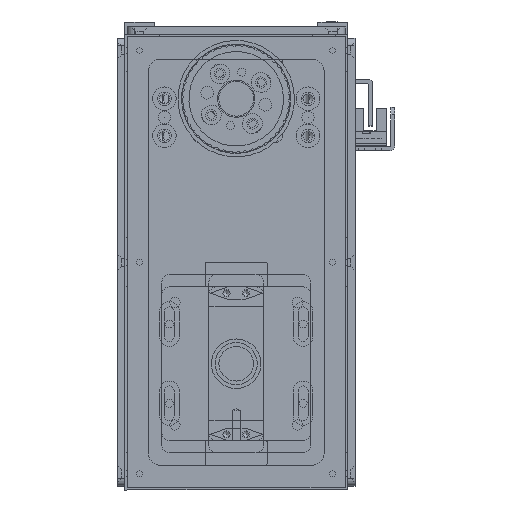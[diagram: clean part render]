
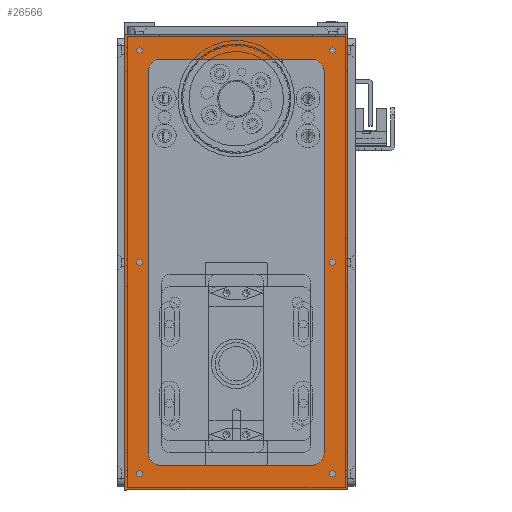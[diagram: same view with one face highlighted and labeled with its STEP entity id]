
A CAD part, left-side view. The second image highlights one B-rep face of the part: STEP entity #26566.
In plain terms, the highlighted face is planar.
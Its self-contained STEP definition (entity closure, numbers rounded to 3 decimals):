
#1083=FACE_BOUND('',#4678,.T.);
#1084=FACE_BOUND('',#4679,.T.);
#1085=FACE_BOUND('',#4680,.T.);
#1086=FACE_BOUND('',#4681,.T.);
#1087=FACE_BOUND('',#4682,.T.);
#1088=FACE_BOUND('',#4683,.T.);
#1089=FACE_BOUND('',#4684,.T.);
#1677=PLANE('',#29496);
#2828=FACE_OUTER_BOUND('',#4677,.T.);
#4677=EDGE_LOOP('',(#22770,#22771,#22772,#22773));
#4678=EDGE_LOOP('',(#22774));
#4679=EDGE_LOOP('',(#22775));
#4680=EDGE_LOOP('',(#22776));
#4681=EDGE_LOOP('',(#22777));
#4682=EDGE_LOOP('',(#22778));
#4683=EDGE_LOOP('',(#22779));
#4684=EDGE_LOOP('',(#22780,#22781,#22782,#22783,#22784,#22785,#22786,#22787));
#6704=LINE('',#44912,#8783);
#6710=LINE('',#44927,#8789);
#6714=LINE('',#44939,#8793);
#6717=LINE('',#44948,#8796);
#6794=LINE('',#45217,#8873);
#6798=LINE('',#45225,#8877);
#6801=LINE('',#45231,#8880);
#6804=LINE('',#45236,#8883);
#8783=VECTOR('',#36101,10.);
#8789=VECTOR('',#36115,10.);
#8793=VECTOR('',#36127,10.);
#8796=VECTOR('',#36138,10.);
#8873=VECTOR('',#36419,10.);
#8877=VECTOR('',#36425,10.);
#8880=VECTOR('',#36430,10.);
#8883=VECTOR('',#36435,10.);
#10289=CIRCLE('',#29375,5.);
#10291=CIRCLE('',#29379,5.);
#10293=CIRCLE('',#29383,5.);
#10295=CIRCLE('',#29387,5.);
#10309=CIRCLE('',#29409,1.23);
#10311=CIRCLE('',#29412,1.23);
#10313=CIRCLE('',#29415,1.23);
#10315=CIRCLE('',#29418,1.23);
#10317=CIRCLE('',#29421,1.23);
#10319=CIRCLE('',#29424,1.23);
#12663=VERTEX_POINT('',#44902);
#12664=VERTEX_POINT('',#44903);
#12667=VERTEX_POINT('',#44911);
#12669=VERTEX_POINT('',#44917);
#12670=VERTEX_POINT('',#44918);
#12673=VERTEX_POINT('',#44929);
#12674=VERTEX_POINT('',#44930);
#12677=VERTEX_POINT('',#44941);
#12691=VERTEX_POINT('',#44986);
#12693=VERTEX_POINT('',#44992);
#12695=VERTEX_POINT('',#44998);
#12697=VERTEX_POINT('',#45004);
#12699=VERTEX_POINT('',#45010);
#12701=VERTEX_POINT('',#45016);
#12767=VERTEX_POINT('',#45215);
#12768=VERTEX_POINT('',#45216);
#12771=VERTEX_POINT('',#45224);
#12773=VERTEX_POINT('',#45230);
#16050=EDGE_CURVE('',#12663,#12664,#10289,.T.);
#16054=EDGE_CURVE('',#12667,#12664,#6704,.T.);
#16057=EDGE_CURVE('',#12669,#12670,#10291,.T.);
#16062=EDGE_CURVE('',#12663,#12670,#6710,.T.);
#16063=EDGE_CURVE('',#12673,#12674,#10293,.T.);
#16068=EDGE_CURVE('',#12669,#12674,#6714,.T.);
#16069=EDGE_CURVE('',#12667,#12677,#10295,.T.);
#16073=EDGE_CURVE('',#12673,#12677,#6717,.T.);
#16092=EDGE_CURVE('',#12691,#12691,#10309,.T.);
#16095=EDGE_CURVE('',#12693,#12693,#10311,.T.);
#16098=EDGE_CURVE('',#12695,#12695,#10313,.T.);
#16101=EDGE_CURVE('',#12697,#12697,#10315,.T.);
#16104=EDGE_CURVE('',#12699,#12699,#10317,.T.);
#16107=EDGE_CURVE('',#12701,#12701,#10319,.T.);
#16206=EDGE_CURVE('',#12767,#12768,#6794,.T.);
#16210=EDGE_CURVE('',#12771,#12767,#6798,.T.);
#16213=EDGE_CURVE('',#12773,#12771,#6801,.T.);
#16216=EDGE_CURVE('',#12768,#12773,#6804,.T.);
#22770=ORIENTED_EDGE('',*,*,#16216,.F.);
#22771=ORIENTED_EDGE('',*,*,#16206,.F.);
#22772=ORIENTED_EDGE('',*,*,#16210,.F.);
#22773=ORIENTED_EDGE('',*,*,#16213,.F.);
#22774=ORIENTED_EDGE('',*,*,#16092,.T.);
#22775=ORIENTED_EDGE('',*,*,#16095,.T.);
#22776=ORIENTED_EDGE('',*,*,#16098,.T.);
#22777=ORIENTED_EDGE('',*,*,#16101,.T.);
#22778=ORIENTED_EDGE('',*,*,#16104,.T.);
#22779=ORIENTED_EDGE('',*,*,#16107,.T.);
#22780=ORIENTED_EDGE('',*,*,#16054,.T.);
#22781=ORIENTED_EDGE('',*,*,#16050,.F.);
#22782=ORIENTED_EDGE('',*,*,#16062,.T.);
#22783=ORIENTED_EDGE('',*,*,#16057,.F.);
#22784=ORIENTED_EDGE('',*,*,#16068,.T.);
#22785=ORIENTED_EDGE('',*,*,#16063,.F.);
#22786=ORIENTED_EDGE('',*,*,#16073,.T.);
#22787=ORIENTED_EDGE('',*,*,#16069,.F.);
#26566=ADVANCED_FACE('',(#2828,#1083,#1084,#1085,#1086,#1087,#1088,#1089),
#1677,.T.);
#29375=AXIS2_PLACEMENT_3D('',#44904,#36093,#36094);
#29379=AXIS2_PLACEMENT_3D('',#44919,#36106,#36107);
#29383=AXIS2_PLACEMENT_3D('',#44931,#36118,#36119);
#29387=AXIS2_PLACEMENT_3D('',#44942,#36130,#36131);
#29409=AXIS2_PLACEMENT_3D('',#44987,#36183,#36184);
#29412=AXIS2_PLACEMENT_3D('',#44993,#36190,#36191);
#29415=AXIS2_PLACEMENT_3D('',#44999,#36197,#36198);
#29418=AXIS2_PLACEMENT_3D('',#45005,#36204,#36205);
#29421=AXIS2_PLACEMENT_3D('',#45011,#36211,#36212);
#29424=AXIS2_PLACEMENT_3D('',#45017,#36218,#36219);
#29496=AXIS2_PLACEMENT_3D('',#45239,#36439,#36440);
#36093=DIRECTION('center_axis',(0.,0.,1.));
#36094=DIRECTION('ref_axis',(0.707,0.707,0.));
#36101=DIRECTION('',(1.,0.,0.));
#36106=DIRECTION('center_axis',(0.,0.,1.));
#36107=DIRECTION('ref_axis',(0.707,-0.707,0.));
#36115=DIRECTION('',(0.,-1.,0.));
#36118=DIRECTION('center_axis',(0.,0.,1.));
#36119=DIRECTION('ref_axis',(-0.707,-0.707,0.));
#36127=DIRECTION('',(-1.,0.,0.));
#36130=DIRECTION('center_axis',(0.,0.,1.));
#36131=DIRECTION('ref_axis',(-0.707,0.707,0.));
#36138=DIRECTION('',(0.,1.,0.));
#36183=DIRECTION('center_axis',(0.,0.,-1.));
#36184=DIRECTION('ref_axis',(1.,0.,0.));
#36190=DIRECTION('center_axis',(0.,0.,-1.));
#36191=DIRECTION('ref_axis',(1.,0.,0.));
#36197=DIRECTION('center_axis',(0.,0.,-1.));
#36198=DIRECTION('ref_axis',(1.,0.,0.));
#36204=DIRECTION('center_axis',(0.,0.,-1.));
#36205=DIRECTION('ref_axis',(1.,0.,0.));
#36211=DIRECTION('center_axis',(0.,0.,-1.));
#36212=DIRECTION('ref_axis',(1.,0.,0.));
#36218=DIRECTION('center_axis',(0.,0.,-1.));
#36219=DIRECTION('ref_axis',(1.,0.,0.));
#36419=DIRECTION('',(0.,1.,0.));
#36425=DIRECTION('',(-1.,0.,0.));
#36430=DIRECTION('',(0.,-1.,0.));
#36435=DIRECTION('',(1.,0.,0.));
#36439=DIRECTION('center_axis',(0.,0.,1.));
#36440=DIRECTION('ref_axis',(1.,0.,0.));
#44902=CARTESIAN_POINT('',(82.,30.5,0.));
#44903=CARTESIAN_POINT('',(77.,35.5,0.));
#44904=CARTESIAN_POINT('Origin',(77.,30.5,0.));
#44911=CARTESIAN_POINT('',(-77.,35.5,0.));
#44912=CARTESIAN_POINT('',(-41.,35.5,0.));
#44917=CARTESIAN_POINT('',(77.,-35.5,0.));
#44918=CARTESIAN_POINT('',(82.,-30.5,0.));
#44919=CARTESIAN_POINT('Origin',(77.,-30.5,0.));
#44927=CARTESIAN_POINT('',(82.,17.75,0.));
#44929=CARTESIAN_POINT('',(-82.,-30.5,0.));
#44930=CARTESIAN_POINT('',(-77.,-35.5,0.));
#44931=CARTESIAN_POINT('Origin',(-77.,-30.5,0.));
#44939=CARTESIAN_POINT('',(41.,-35.5,0.));
#44941=CARTESIAN_POINT('',(-82.,30.5,0.));
#44942=CARTESIAN_POINT('Origin',(-77.,30.5,0.));
#44948=CARTESIAN_POINT('',(-82.,-17.75,0.));
#44986=CARTESIAN_POINT('',(84.271,39.,0.));
#44987=CARTESIAN_POINT('Origin',(85.5,39.,0.));
#44992=CARTESIAN_POINT('',(-1.23,-39.,0.));
#44993=CARTESIAN_POINT('Origin',(0.,-39.,0.));
#44998=CARTESIAN_POINT('',(-86.73,39.,0.));
#44999=CARTESIAN_POINT('Origin',(-85.5,39.,0.));
#45004=CARTESIAN_POINT('',(-86.73,-39.,0.));
#45005=CARTESIAN_POINT('Origin',(-85.5,-39.,0.));
#45010=CARTESIAN_POINT('',(84.271,-39.,0.));
#45011=CARTESIAN_POINT('Origin',(85.5,-39.,0.));
#45016=CARTESIAN_POINT('',(-1.23,39.,0.));
#45017=CARTESIAN_POINT('Origin',(0.,39.,0.));
#45215=CARTESIAN_POINT('',(-92.,-45.,0.));
#45216=CARTESIAN_POINT('',(-92.,45.,0.));
#45217=CARTESIAN_POINT('',(-92.,-45.,0.));
#45224=CARTESIAN_POINT('',(92.,-45.,0.));
#45225=CARTESIAN_POINT('',(92.,-45.,0.));
#45230=CARTESIAN_POINT('',(92.,45.,0.));
#45231=CARTESIAN_POINT('',(92.,45.,0.));
#45236=CARTESIAN_POINT('',(-92.,45.,0.));
#45239=CARTESIAN_POINT('Origin',(0.,0.,
0.));
